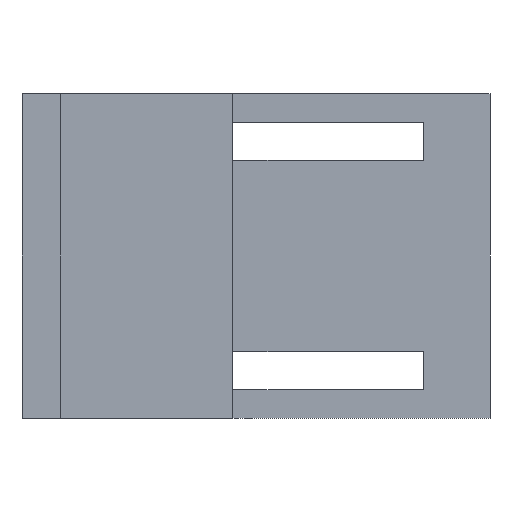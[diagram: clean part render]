
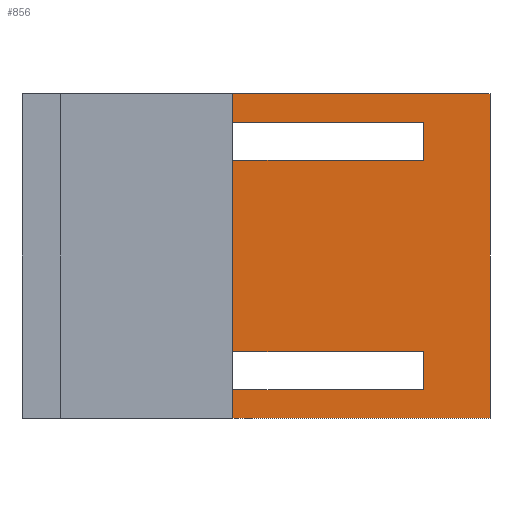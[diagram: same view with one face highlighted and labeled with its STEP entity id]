
A CAD part, left-side view. The second image highlights one B-rep face of the part: STEP entity #856.
In plain terms, the highlighted planar face has unit normal (-1, 0, 0).
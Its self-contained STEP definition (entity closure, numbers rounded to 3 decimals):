
#23=FACE_BOUND('',#81,.T.);
#36=FACE_OUTER_BOUND('',#80,.T.);
#80=EDGE_LOOP('',(#589,#590,#591,#592,#593,#594,#595,#596,#597,#598,#599,
#600,#601,#602,#603,#604,#605,#606));
#81=EDGE_LOOP('',(#607,#608,#609,#610));
#125=LINE('',#1177,#243);
#130=LINE('',#1187,#248);
#133=LINE('',#1194,#251);
#139=LINE('',#1206,#257);
#146=LINE('',#1220,#264);
#147=LINE('',#1224,#265);
#148=LINE('',#1226,#266);
#149=LINE('',#1228,#267);
#150=LINE('',#1230,#268);
#151=LINE('',#1232,#269);
#152=LINE('',#1234,#270);
#153=LINE('',#1235,#271);
#154=LINE('',#1237,#272);
#155=LINE('',#1238,#273);
#156=LINE('',#1240,#274);
#157=LINE('',#1242,#275);
#158=LINE('',#1244,#276);
#159=LINE('',#1246,#277);
#160=LINE('',#1248,#278);
#161=LINE('',#1250,#279);
#162=LINE('',#1251,#280);
#163=LINE('',#1252,#281);
#243=VECTOR('',#961,10.);
#248=VECTOR('',#968,10.);
#251=VECTOR('',#973,10.);
#257=VECTOR('',#981,10.);
#264=VECTOR('',#992,10.);
#265=VECTOR('',#995,10.);
#266=VECTOR('',#996,10.);
#267=VECTOR('',#997,10.);
#268=VECTOR('',#998,10.);
#269=VECTOR('',#999,10.);
#270=VECTOR('',#1000,10.);
#271=VECTOR('',#1001,10.);
#272=VECTOR('',#1002,10.);
#273=VECTOR('',#1003,10.);
#274=VECTOR('',#1004,10.);
#275=VECTOR('',#1005,10.);
#276=VECTOR('',#1006,10.);
#277=VECTOR('',#1007,10.);
#278=VECTOR('',#1008,10.);
#279=VECTOR('',#1009,10.);
#280=VECTOR('',#1010,10.);
#281=VECTOR('',#1011,10.);
#361=VERTEX_POINT('',#1175);
#362=VERTEX_POINT('',#1176);
#365=VERTEX_POINT('',#1184);
#367=VERTEX_POINT('',#1190);
#369=VERTEX_POINT('',#1193);
#372=VERTEX_POINT('',#1200);
#374=VERTEX_POINT('',#1204);
#379=VERTEX_POINT('',#1218);
#380=VERTEX_POINT('',#1222);
#381=VERTEX_POINT('',#1223);
#382=VERTEX_POINT('',#1225);
#383=VERTEX_POINT('',#1227);
#384=VERTEX_POINT('',#1229);
#385=VERTEX_POINT('',#1231);
#386=VERTEX_POINT('',#1233);
#387=VERTEX_POINT('',#1236);
#388=VERTEX_POINT('',#1239);
#389=VERTEX_POINT('',#1241);
#390=VERTEX_POINT('',#1243);
#391=VERTEX_POINT('',#1245);
#392=VERTEX_POINT('',#1247);
#393=VERTEX_POINT('',#1249);
#442=EDGE_CURVE('',#361,#362,#125,.T.);
#447=EDGE_CURVE('',#365,#362,#130,.T.);
#450=EDGE_CURVE('',#367,#369,#133,.T.);
#456=EDGE_CURVE('',#374,#372,#139,.T.);
#463=EDGE_CURVE('',#379,#365,#146,.T.);
#464=EDGE_CURVE('',#380,#381,#147,.T.);
#465=EDGE_CURVE('',#380,#382,#148,.T.);
#466=EDGE_CURVE('',#383,#382,#149,.T.);
#467=EDGE_CURVE('',#383,#384,#150,.T.);
#468=EDGE_CURVE('',#384,#385,#151,.T.);
#469=EDGE_CURVE('',#385,#386,#152,.T.);
#470=EDGE_CURVE('',#386,#369,#153,.T.);
#471=EDGE_CURVE('',#387,#367,#154,.T.);
#472=EDGE_CURVE('',#372,#387,#155,.T.);
#473=EDGE_CURVE('',#388,#374,#156,.T.);
#474=EDGE_CURVE('',#388,#389,#157,.T.);
#475=EDGE_CURVE('',#390,#389,#158,.T.);
#476=EDGE_CURVE('',#390,#391,#159,.T.);
#477=EDGE_CURVE('',#392,#391,#160,.T.);
#478=EDGE_CURVE('',#392,#393,#161,.T.);
#479=EDGE_CURVE('',#393,#381,#162,.T.);
#480=EDGE_CURVE('',#379,#361,#163,.T.);
#589=ORIENTED_EDGE('',*,*,#464,.F.);
#590=ORIENTED_EDGE('',*,*,#465,.T.);
#591=ORIENTED_EDGE('',*,*,#466,.F.);
#592=ORIENTED_EDGE('',*,*,#467,.T.);
#593=ORIENTED_EDGE('',*,*,#468,.T.);
#594=ORIENTED_EDGE('',*,*,#469,.T.);
#595=ORIENTED_EDGE('',*,*,#470,.T.);
#596=ORIENTED_EDGE('',*,*,#450,.F.);
#597=ORIENTED_EDGE('',*,*,#471,.F.);
#598=ORIENTED_EDGE('',*,*,#472,.F.);
#599=ORIENTED_EDGE('',*,*,#456,.F.);
#600=ORIENTED_EDGE('',*,*,#473,.F.);
#601=ORIENTED_EDGE('',*,*,#474,.T.);
#602=ORIENTED_EDGE('',*,*,#475,.F.);
#603=ORIENTED_EDGE('',*,*,#476,.T.);
#604=ORIENTED_EDGE('',*,*,#477,.F.);
#605=ORIENTED_EDGE('',*,*,#478,.T.);
#606=ORIENTED_EDGE('',*,*,#479,.T.);
#607=ORIENTED_EDGE('',*,*,#447,.F.);
#608=ORIENTED_EDGE('',*,*,#463,.F.);
#609=ORIENTED_EDGE('',*,*,#480,.T.);
#610=ORIENTED_EDGE('',*,*,#442,.T.);
#814=PLANE('',#915);
#856=ADVANCED_FACE('',(#36,#23),#814,.T.);
#915=AXIS2_PLACEMENT_3D('',#1221,#993,#994);
#961=DIRECTION('',(0.,1.,0.));
#968=DIRECTION('',(0.,0.,-1.));
#973=DIRECTION('',(0.,0.,-1.));
#981=DIRECTION('',(0.,0.,1.));
#992=DIRECTION('',(0.,1.,0.));
#993=DIRECTION('center_axis',(-1.,0.,0.));
#994=DIRECTION('ref_axis',(0.,0.,-1.));
#995=DIRECTION('',(0.,1.,0.));
#996=DIRECTION('',(0.,0.,1.));
#997=DIRECTION('',(0.,-1.,0.));
#998=DIRECTION('',(0.,0.,-1.));
#999=DIRECTION('',(0.,-1.,0.));
#1000=DIRECTION('',(0.,0.,-1.));
#1001=DIRECTION('',(0.,1.,0.));
#1002=DIRECTION('',(0.,-1.,0.));
#1003=DIRECTION('',(0.,-1.,0.));
#1004=DIRECTION('',(0.,0.,1.));
#1005=DIRECTION('',(0.,1.,0.));
#1006=DIRECTION('',(0.,0.,1.));
#1007=DIRECTION('',(0.,-1.,0.));
#1008=DIRECTION('',(0.,0.,1.));
#1009=DIRECTION('',(0.,1.,0.));
#1010=DIRECTION('',(0.,0.,-1.));
#1011=DIRECTION('',(0.,0.,-1.));
#1175=CARTESIAN_POINT('',(20.,-38.,-29.));
#1176=CARTESIAN_POINT('',(20.,-14.002,-29.));
#1177=CARTESIAN_POINT('',(20.,-7.,-29.));
#1184=CARTESIAN_POINT('',(20.,-14.002,-25.));
#1187=CARTESIAN_POINT('',(20.,-14.002,-5.));
#1190=CARTESIAN_POINT('',(20.,-14.002,-1.));
#1193=CARTESIAN_POINT('',(20.,-14.002,-5.));
#1194=CARTESIAN_POINT('',(20.,-14.002,-5.));
#1200=CARTESIAN_POINT('',(20.,0.,-1.));
#1204=CARTESIAN_POINT('',(20.,0.,-5.));
#1206=CARTESIAN_POINT('',(20.,0.,-5.));
#1218=CARTESIAN_POINT('',(20.,-38.,-25.));
#1220=CARTESIAN_POINT('',(20.,-18.,-25.));
#1221=CARTESIAN_POINT('Origin',(20.,0.,0.));
#1222=CARTESIAN_POINT('',(20.,-45.,-32.));
#1223=CARTESIAN_POINT('',(20.,4.,-32.));
#1224=CARTESIAN_POINT('',(20.,-10.75,-32.));
#1225=CARTESIAN_POINT('',(20.,-45.,2.));
#1226=CARTESIAN_POINT('',(20.,-45.,0.));
#1227=CARTESIAN_POINT('',(20.,-18.,2.));
#1228=CARTESIAN_POINT('',(20.,-10.75,2.));
#1229=CARTESIAN_POINT('',(20.,-18.,-1.));
#1230=CARTESIAN_POINT('',(20.,-18.,-0.5));
#1231=CARTESIAN_POINT('',(20.,-38.,-1.));
#1232=CARTESIAN_POINT('',(20.,-19.,-1.));
#1233=CARTESIAN_POINT('',(20.,-38.,-5.));
#1234=CARTESIAN_POINT('',(20.,-38.,-2.5));
#1235=CARTESIAN_POINT('',(20.,-18.,-5.));
#1236=CARTESIAN_POINT('',(20.,-14.,-1.));
#1237=CARTESIAN_POINT('',(20.,-19.,-1.));
#1238=CARTESIAN_POINT('',(20.,-7.,-1.));
#1239=CARTESIAN_POINT('',(20.,0.,-7.5));
#1240=CARTESIAN_POINT('',(20.,0.,-11.875));
#1241=CARTESIAN_POINT('',(20.,4.,-7.5));
#1242=CARTESIAN_POINT('',(20.,2.,-7.5));
#1243=CARTESIAN_POINT('',(20.,4.,-15.));
#1244=CARTESIAN_POINT('',(20.,4.,-15.));
#1245=CARTESIAN_POINT('',(20.,0.,-15.));
#1246=CARTESIAN_POINT('',(20.,1.,-15.));
#1247=CARTESIAN_POINT('',(20.,0.,-22.5));
#1248=CARTESIAN_POINT('',(20.,0.,-11.875));
#1249=CARTESIAN_POINT('',(20.,4.,-22.5));
#1250=CARTESIAN_POINT('',(20.,2.,-22.5));
#1251=CARTESIAN_POINT('',(20.,4.,-30.));
#1252=CARTESIAN_POINT('',(20.,-38.,-14.5));
